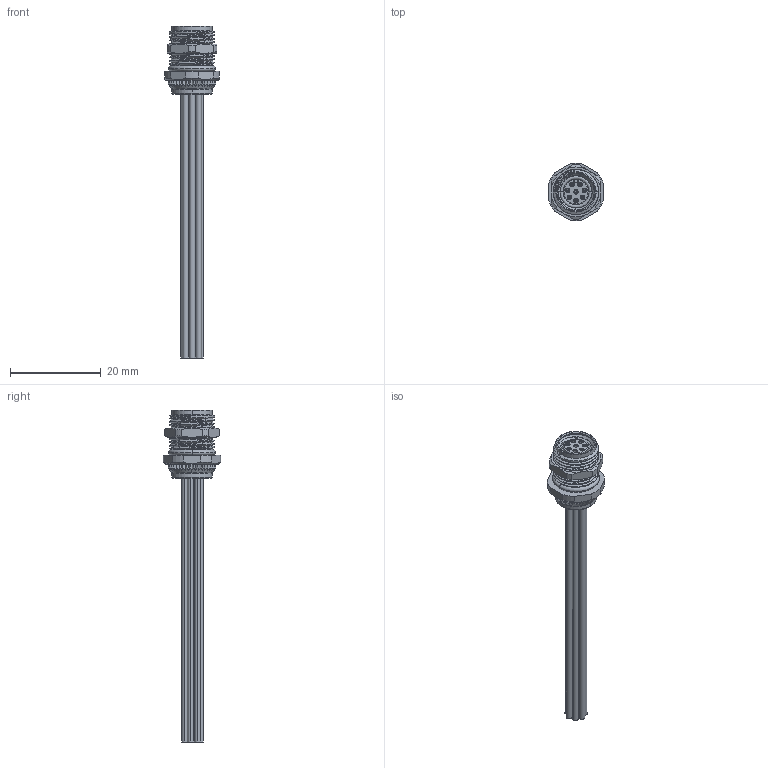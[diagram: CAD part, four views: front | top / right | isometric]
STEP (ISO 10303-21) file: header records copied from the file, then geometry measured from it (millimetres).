
FILE_DESCRIPTION((''),'2;1');
FILE_NAME('8P-K18888_D_8_8_','2025-09-14T',('gongcheng16'),(''),'PRO/ENGINEER BY PARAMETRIC TECHNOLOGY CORPORATION, 2010280','PRO/ENGINEER BY PARAMETRIC TECHNOLOGY CORPORATION, 2010280','');
FILE_SCHEMA(('CONFIG_CONTROL_DESIGN'));
Length unit declared in the file: millimetre
Products named in the file (1): 8P-K18888_D_8_8_
Bounding box: 12 x 12.6 x 73.2 mm (x, y, z)
Volume: 224.2 mm3; surface area: 4917.7 mm2
Topology: 1 solids, 22 shells, 838 faces, 2086 edges, 1308 vertices
Faces by surface type: cylinder 326, plane 284, cone 155, torus 50, bspline 23
Entity records: 31122 total; most frequent: CARTESIAN_POINT 11219, DIRECTION 4228, ORIENTED_EDGE 4108, EDGE_CURVE 2054, AXIS2_PLACEMENT_3D 1675, VERTEX_POINT 1308, EDGE_LOOP 926, VECTOR 878
